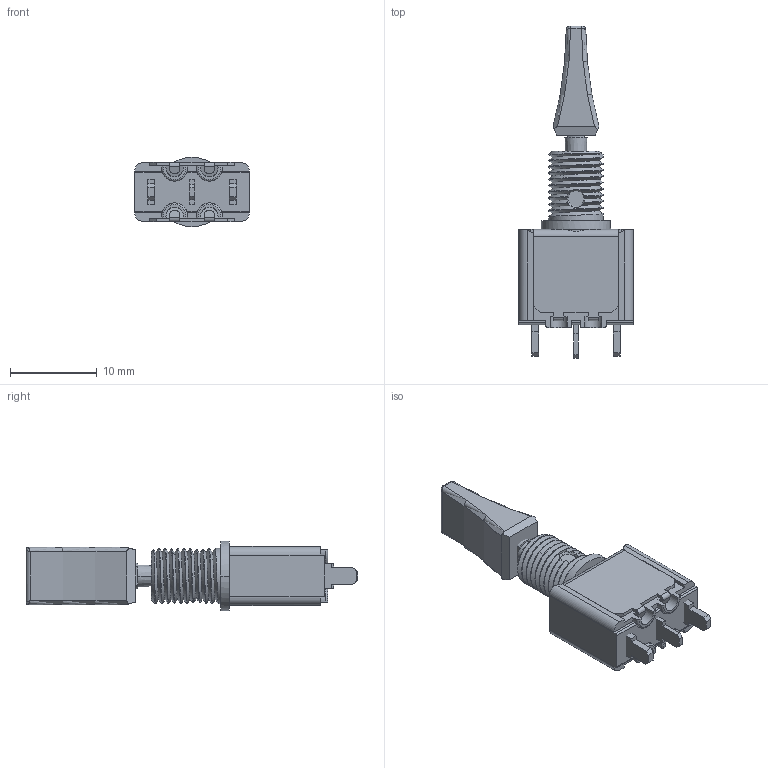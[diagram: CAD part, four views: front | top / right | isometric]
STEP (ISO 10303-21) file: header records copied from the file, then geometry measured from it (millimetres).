
FILE_DESCRIPTION((''),'2;1');
FILE_NAME('5639AK-4N-U242N','2015-05-22T',('mdamaggio'),(''),'CREO PARAMETRIC BY PTC INC, 2014440','CREO PARAMETRIC BY PTC INC, 2014440','');
FILE_SCHEMA(('CONFIG_CONTROL_DESIGN'));
Length unit declared in the file: millimetre
Products named in the file (1): 5639AK-4N-U242N
Bounding box: 13.2 x 38.26 x 8 mm (x, y, z)
Surface area: 1660.2 mm2 (no closed solid volume)
Topology: 0 solids, 14 shells, 292 faces, 861 edges, 580 vertices
Faces by surface type: plane 161, cylinder 76, bspline 40, torus 8, cone 7
Entity records: 20372 total; most frequent: CARTESIAN_POINT 13112, ORIENTED_EDGE 1559, DIRECTION 1285, EDGE_CURVE 861, VERTEX_POINT 580, VECTOR 507, LINE 507, AXIS2_PLACEMENT_3D 389
